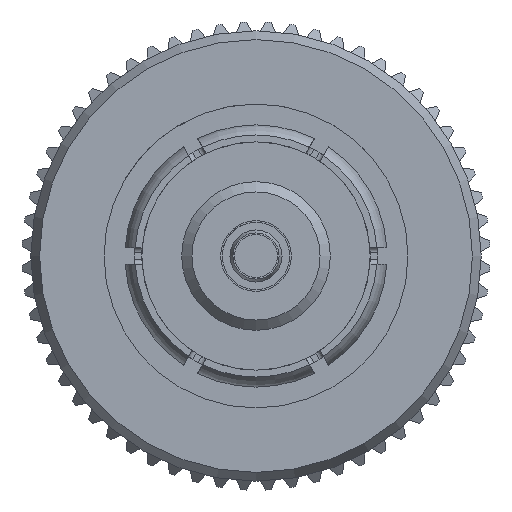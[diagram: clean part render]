
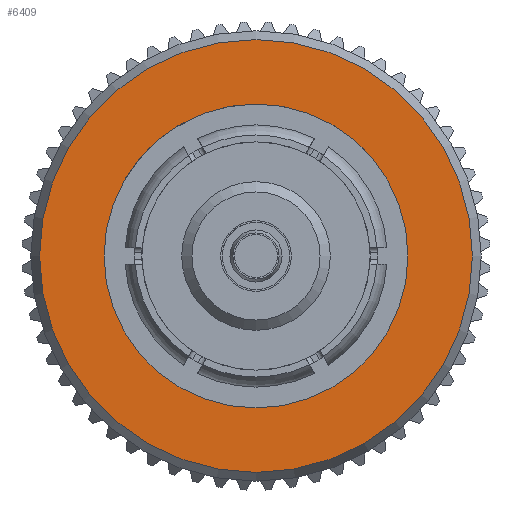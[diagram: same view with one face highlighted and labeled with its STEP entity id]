
A CAD part, left-side view. The second image highlights one B-rep face of the part: STEP entity #6409.
In plain terms, the highlighted planar face has unit normal (-1, 0, 0).
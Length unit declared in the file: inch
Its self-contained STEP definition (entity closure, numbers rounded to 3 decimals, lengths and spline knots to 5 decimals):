
#50 = VERTEX_POINT ( 'NONE', #3999 ) ;
#845 = EDGE_LOOP ( 'NONE', ( #9395 ) ) ;
#1361 = CARTESIAN_POINT ( 'NONE',  ( 0.33873, 0., 0.18494 ) ) ;
#1686 = EDGE_CURVE ( 'NONE', #3159, #3159, #2553, .T. ) ;
#2121 = EDGE_LOOP ( 'NONE', ( #5685 ) ) ;
#2553 = CIRCLE ( 'NONE', #5826, 0.18494 ) ;
#3159 = VERTEX_POINT ( 'NONE', #1361 ) ;
#3256 = CIRCLE ( 'NONE', #7906, 0.26339 ) ;
#3999 = CARTESIAN_POINT ( 'NONE',  ( 0.33873, 0., -0.26339 ) ) ;
#4854 = DIRECTION ( 'NONE',  ( 0., 0., -1. ) ) ;
#5673 = PLANE ( 'NONE',  #10421 ) ;
#5685 = ORIENTED_EDGE ( 'NONE', *, *, #8795, .F. ) ;
#5826 = AXIS2_PLACEMENT_3D ( 'NONE', #11091, #8141, #11146 ) ;
#6407 = CARTESIAN_POINT ( 'NONE',  ( 0.33873, 0., -0.26339 ) ) ;
#6409 = ADVANCED_FACE ( 'NONE', ( #6583, #11306 ), #5673, .F. ) ;
#6583 = FACE_BOUND ( 'NONE', #845, .T. ) ;
#7756 = CARTESIAN_POINT ( 'NONE',  ( 0.33873, 0., 0. ) ) ;
#7906 = AXIS2_PLACEMENT_3D ( 'NONE', #7756, #10361, #4854 ) ;
#8141 = DIRECTION ( 'NONE',  ( 1., 0., 0. ) ) ;
#8795 = EDGE_CURVE ( 'NONE', #50, #50, #3256, .T. ) ;
#9395 = ORIENTED_EDGE ( 'NONE', *, *, #1686, .T. ) ;
#10179 = DIRECTION ( 'NONE',  ( 0., 1., 0. ) ) ;
#10361 = DIRECTION ( 'NONE',  ( 1., 0., 0. ) ) ;
#10421 = AXIS2_PLACEMENT_3D ( 'NONE', #6407, #11068, #10179 ) ;
#11068 = DIRECTION ( 'NONE',  ( 1., 0., 0. ) ) ;
#11091 = CARTESIAN_POINT ( 'NONE',  ( 0.33873, 0., 0. ) ) ;
#11146 = DIRECTION ( 'NONE',  ( 0., 0., 1. ) ) ;
#11306 = FACE_OUTER_BOUND ( 'NONE', #2121, .T. ) ;
